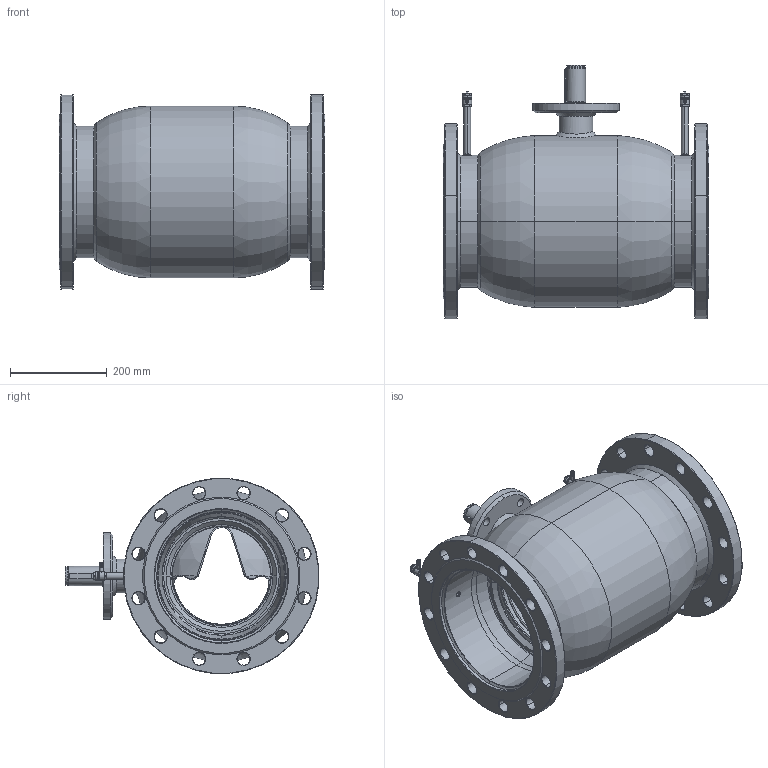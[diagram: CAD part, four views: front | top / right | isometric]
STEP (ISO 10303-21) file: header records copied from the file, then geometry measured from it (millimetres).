
FILE_DESCRIPTION (( 'STEP AP203' ), '1' );
FILE_NAME ('243250.STEP', '2012-10-04T09:51:09', ( 'CAD' ), ( 'Hewlett-Packard Company' ), 'SwSTEP 2.0', 'SolidWorks 2010', '' );
FILE_SCHEMA (( 'CONFIG_CONTROL_DESIGN' ));
Length unit declared in the file: millimetre
Products named in the file (1): 243250
Bounding box: 550 x 525.23 x 403.46 mm (x, y, z)
Surface area: 1766215.3 mm2 (no closed solid volume)
Topology: 0 solids, 66 shells, 516 faces, 1455 edges, 962 vertices
Faces by surface type: cone 215, cylinder 169, plane 76, torus 36, bspline 14, sphere 6
Entity records: 24328 total; most frequent: CARTESIAN_POINT 10881, DIRECTION 3009, ORIENTED_EDGE 2442, EDGE_CURVE 1447, AXIS2_PLACEMENT_3D 1263, VERTEX_POINT 958, CIRCLE 760, EDGE_LOOP 610
